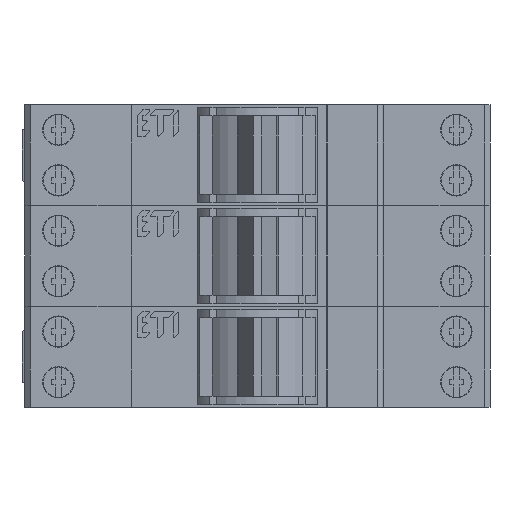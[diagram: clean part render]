
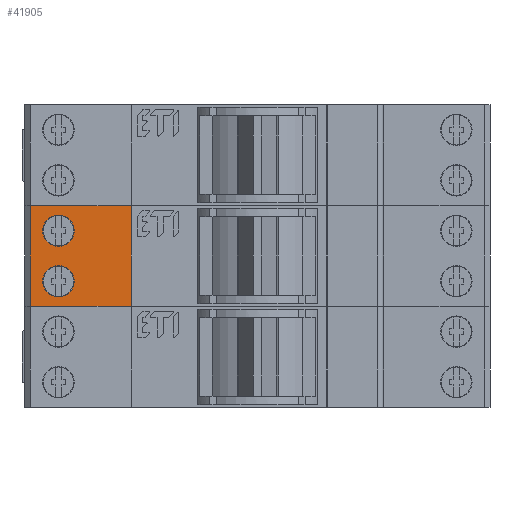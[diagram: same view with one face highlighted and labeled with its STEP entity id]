
A CAD part, left-side view. The second image highlights one B-rep face of the part: STEP entity #41905.
In plain terms, the highlighted planar face has unit normal (-1, 0, 0).
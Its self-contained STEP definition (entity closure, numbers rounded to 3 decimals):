
#36375=DIRECTION('',(0.,0.,1.));
#36376=VECTOR('',#36375,18.);
#36377=CARTESIAN_POINT('',(-13.,40.5,-9.));
#36378=LINE('',#36377,#36376);
#36382=DIRECTION('',(0.,-1.,0.));
#36383=VECTOR('',#36382,18.);
#36384=CARTESIAN_POINT('',(-13.,40.5,9.));
#36385=LINE('',#36384,#36383);
#36389=CARTESIAN_POINT('',(-13.,35.5,-4.5));
#36390=DIRECTION('',(-1.,0.,0.));
#36391=DIRECTION('',(0.,1.,0.));
#36392=AXIS2_PLACEMENT_3D('',#36389,#36390,#36391);
#36397=CARTESIAN_POINT('',(-13.,35.5,-4.5));
#36398=DIRECTION('',(-1.,0.,0.));
#36399=DIRECTION('',(0.,-1.,0.));
#36400=AXIS2_PLACEMENT_3D('',#36397,#36398,#36399);
#36405=CARTESIAN_POINT('',(-13.,35.5,4.5));
#36406=DIRECTION('',(-1.,0.,0.));
#36407=DIRECTION('',(0.,1.,0.));
#36408=AXIS2_PLACEMENT_3D('',#36405,#36406,#36407);
#36413=CARTESIAN_POINT('',(-13.,35.5,4.5));
#36414=DIRECTION('',(-1.,0.,0.));
#36415=DIRECTION('',(0.,-1.,0.));
#36416=AXIS2_PLACEMENT_3D('',#36413,#36414,#36415);
#36428=DIRECTION('',(0.,0.,1.));
#36429=VECTOR('',#36428,18.);
#36430=CARTESIAN_POINT('',(-13.,22.5,-9.));
#36431=LINE('',#36430,#36429);
#36470=DIRECTION('',(0.,-1.,0.));
#36471=VECTOR('',#36470,18.);
#36472=CARTESIAN_POINT('',(-13.,40.5,-9.));
#36473=LINE('',#36472,#36471);
#40393=CARTESIAN_POINT('',(-13.,22.5,9.));
#40394=VERTEX_POINT('',#40393);
#40395=CARTESIAN_POINT('',(-13.,40.5,9.));
#40396=VERTEX_POINT('',#40395);
#40559=CARTESIAN_POINT('',(-13.,40.5,-9.));
#40560=VERTEX_POINT('',#40559);
#40561=CARTESIAN_POINT('',(-13.,22.5,-9.));
#40562=VERTEX_POINT('',#40561);
#40563=CARTESIAN_POINT('',(-13.,38.3,-4.5));
#40564=CARTESIAN_POINT('',(-13.,32.7,-4.5));
#40565=VERTEX_POINT('',#40563);
#40566=VERTEX_POINT('',#40564);
#40567=CARTESIAN_POINT('',(-13.,38.3,4.5));
#40568=CARTESIAN_POINT('',(-13.,32.7,4.5));
#40569=VERTEX_POINT('',#40567);
#40570=VERTEX_POINT('',#40568);
#41880=CARTESIAN_POINT('',(-13.,0.,-9.));
#41881=DIRECTION('',(-1.,0.,0.));
#41882=DIRECTION('',(0.,0.,1.));
#41883=AXIS2_PLACEMENT_3D('',#41880,#41881,#41882);
#41884=PLANE('',#41883);
#41886=ORIENTED_EDGE('',*,*,#41885,.F.);
#41888=ORIENTED_EDGE('',*,*,#41887,.F.);
#41889=ORIENTED_EDGE('',*,*,#41871,.T.);
#41890=ORIENTED_EDGE('',*,*,#41364,.T.);
#41891=EDGE_LOOP('',(#41886,#41888,#41889,#41890));
#41892=FACE_OUTER_BOUND('',#41891,.F.);
#41894=ORIENTED_EDGE('',*,*,#41893,.T.);
#41896=ORIENTED_EDGE('',*,*,#41895,.T.);
#41897=EDGE_LOOP('',(#41894,#41896));
#41898=FACE_BOUND('',#41897,.F.);
#41900=ORIENTED_EDGE('',*,*,#41899,.T.);
#41902=ORIENTED_EDGE('',*,*,#41901,.T.);
#41903=EDGE_LOOP('',(#41900,#41902));
#41904=FACE_BOUND('',#41903,.F.);
#36393=CIRCLE('',#36392,2.8);
#36401=CIRCLE('',#36400,2.8);
#36409=CIRCLE('',#36408,2.8);
#36417=CIRCLE('',#36416,2.8);
#41364=EDGE_CURVE('',#40396,#40394,#36385,.T.);
#41871=EDGE_CURVE('',#40560,#40396,#36378,.T.);
#41885=EDGE_CURVE('',#40562,#40394,#36431,.T.);
#41887=EDGE_CURVE('',#40560,#40562,#36473,.T.);
#41893=EDGE_CURVE('',#40565,#40566,#36393,.T.);
#41895=EDGE_CURVE('',#40566,#40565,#36401,.T.);
#41899=EDGE_CURVE('',#40569,#40570,#36409,.T.);
#41901=EDGE_CURVE('',#40570,#40569,#36417,.T.);
#41905=ADVANCED_FACE('',(#41892,#41898,#41904),#41884,.T.);
